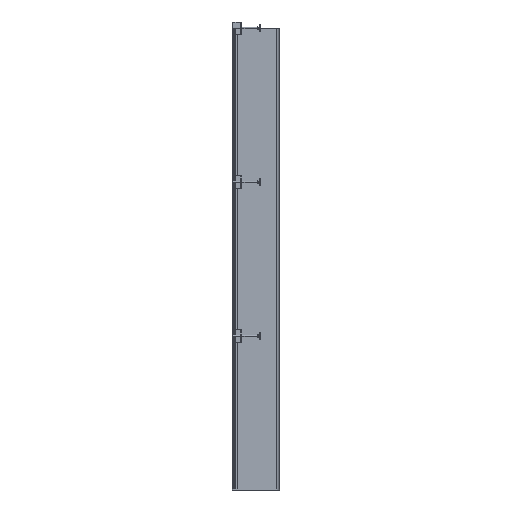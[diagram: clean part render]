
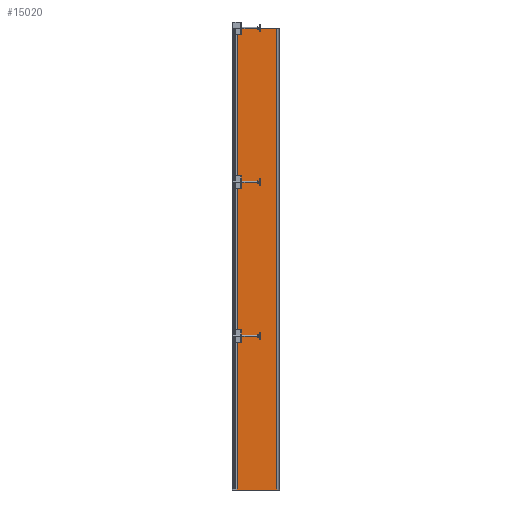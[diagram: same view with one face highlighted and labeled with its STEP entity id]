
A CAD part, left-side view. The second image highlights one B-rep face of the part: STEP entity #15020.
In plain terms, the highlighted face is planar.
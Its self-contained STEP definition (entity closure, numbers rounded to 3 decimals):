
#14857=DIRECTION('',(0.,-1.,0.));
#14858=VECTOR('',#14857,214.6);
#14859=CARTESIAN_POINT('',(0.,114.8,1200.));
#14860=LINE('',#14859,#14858);
#14861=DIRECTION('',(0.,0.,1.));
#14862=VECTOR('',#14861,2400.);
#14863=CARTESIAN_POINT('',(0.,114.8,-1200.));
#14864=LINE('',#14863,#14862);
#14865=DIRECTION('',(0.,1.,0.));
#14866=VECTOR('',#14865,214.6);
#14867=CARTESIAN_POINT('',(0.,-99.8,-1200.));
#14868=LINE('',#14867,#14866);
#14869=DIRECTION('',(0.,0.,1.));
#14870=VECTOR('',#14869,2400.);
#14871=CARTESIAN_POINT('',(0.,-99.8,-1200.));
#14872=LINE('',#14871,#14870);
#14973=CARTESIAN_POINT('',(0.,114.8,-1200.));
#14974=CARTESIAN_POINT('',(0.,114.8,1200.));
#14975=VERTEX_POINT('',#14973);
#14976=VERTEX_POINT('',#14974);
#14981=CARTESIAN_POINT('',(0.,-99.8,1200.));
#14982=VERTEX_POINT('',#14981);
#14983=CARTESIAN_POINT('',(0.,-99.8,-1200.));
#14984=VERTEX_POINT('',#14983);
#15005=CARTESIAN_POINT('',(0.,0.,0.));
#15006=DIRECTION('',(1.,0.,0.));
#15007=DIRECTION('',(0.,0.,-1.));
#15008=AXIS2_PLACEMENT_3D('',#15005,#15006,#15007);
#15009=PLANE('',#15008);
#15011=ORIENTED_EDGE('',*,*,#15010,.T.);
#15013=ORIENTED_EDGE('',*,*,#15012,.F.);
#15015=ORIENTED_EDGE('',*,*,#15014,.F.);
#15017=ORIENTED_EDGE('',*,*,#15016,.F.);
#15018=EDGE_LOOP('',(#15011,#15013,#15015,#15017));
#15019=FACE_OUTER_BOUND('',#15018,.F.);
#15010=EDGE_CURVE('',#14984,#14982,#14872,.T.);
#15012=EDGE_CURVE('',#14976,#14982,#14860,.T.);
#15014=EDGE_CURVE('',#14975,#14976,#14864,.T.);
#15016=EDGE_CURVE('',#14984,#14975,#14868,.T.);
#15020=ADVANCED_FACE('',(#15019),#15009,.T.);
